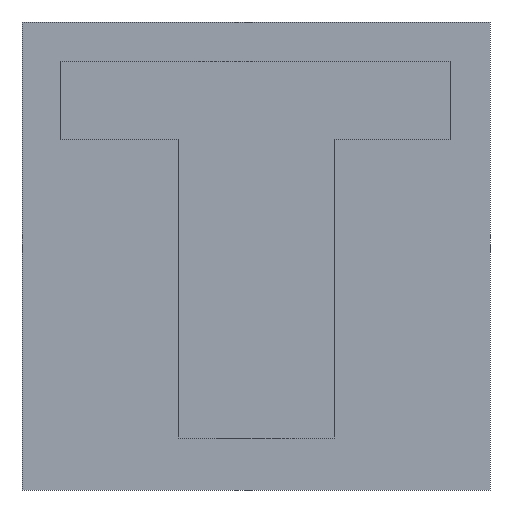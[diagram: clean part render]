
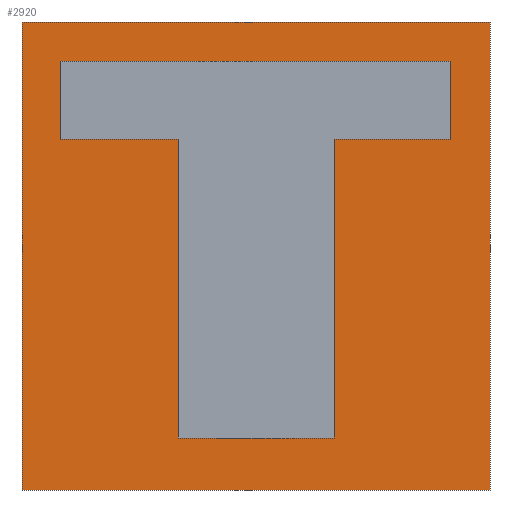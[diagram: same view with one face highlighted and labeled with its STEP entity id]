
A CAD part, left-side view. The second image highlights one B-rep face of the part: STEP entity #2920.
In plain terms, the highlighted planar face has unit normal (-1, 0, 0).
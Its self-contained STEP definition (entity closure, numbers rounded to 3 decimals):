
#22=FACE_OUTER_BOUND('',#171,.T.);
#171=EDGE_LOOP('',(#1913,#1914,#1915,#1916));
#323=LINE('',#3980,#755);
#327=LINE('',#3987,#759);
#328=LINE('',#3990,#760);
#329=LINE('',#3991,#761);
#755=VECTOR('',#3246,1000.);
#759=VECTOR('',#3252,1000.);
#760=VECTOR('',#3255,1000.);
#761=VECTOR('',#3256,1000.);
#1187=VERTEX_POINT('',#3977);
#1188=VERTEX_POINT('',#3979);
#1190=VERTEX_POINT('',#3984);
#1191=VERTEX_POINT('',#3989);
#1475=EDGE_CURVE('',#1188,#1187,#323,.T.);
#1479=EDGE_CURVE('',#1190,#1188,#327,.T.);
#1480=EDGE_CURVE('',#1190,#1191,#328,.T.);
#1481=EDGE_CURVE('',#1191,#1187,#329,.T.);
#1913=ORIENTED_EDGE('',*,*,#1480,.F.);
#1914=ORIENTED_EDGE('',*,*,#1479,.T.);
#1915=ORIENTED_EDGE('',*,*,#1475,.T.);
#1916=ORIENTED_EDGE('',*,*,#1481,.F.);
#2771=PLANE('',#3093);
#2920=ADVANCED_FACE('',(#22),#2771,.T.);
#3093=AXIS2_PLACEMENT_3D('',#3988,#3253,#3254);
#3246=DIRECTION('',(0.,1.,0.));
#3252=DIRECTION('',(0.,0.,1.));
#3253=DIRECTION('center_axis',(-1.,0.,0.));
#3254=DIRECTION('ref_axis',(0.,0.,
1.));
#3255=DIRECTION('',(0.,1.,0.));
#3256=DIRECTION('',(0.,0.,1.));
#3977=CARTESIAN_POINT('',(2.347,9.,8.458));
#3979=CARTESIAN_POINT('',(2.347,-9.,8.458));
#3980=CARTESIAN_POINT('',(2.347,-9.,8.458));
#3984=CARTESIAN_POINT('',(2.347,-9.,-9.542));
#3987=CARTESIAN_POINT('',(2.347,-9.,-9.542));
#3988=CARTESIAN_POINT('Origin',(2.347,0.,-0.542));
#3989=CARTESIAN_POINT('',(2.347,9.,-9.542));
#3990=CARTESIAN_POINT('',(2.347,-9.,-9.542));
#3991=CARTESIAN_POINT('',(2.347,9.,-9.542));
